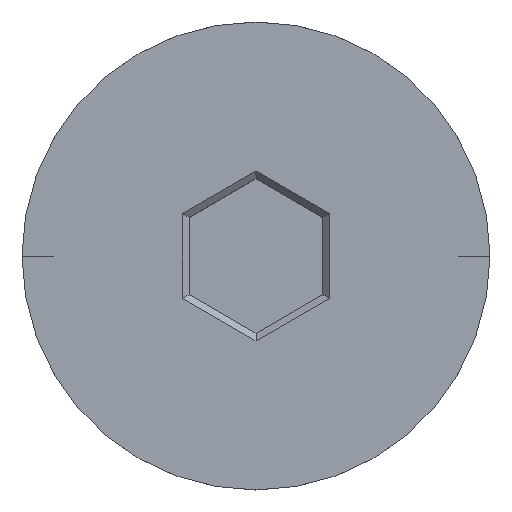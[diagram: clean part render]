
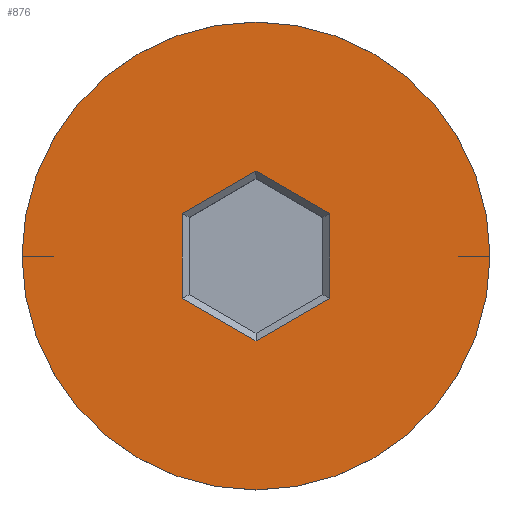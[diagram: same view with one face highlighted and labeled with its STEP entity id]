
A CAD part, top view. The second image highlights one B-rep face of the part: STEP entity #876.
In plain terms, the highlighted planar face has unit normal (0, 0, 1).
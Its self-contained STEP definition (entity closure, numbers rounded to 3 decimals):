
#15 = CARTESIAN_POINT ( 'NONE',  ( 0., 1.27, 0. ) ) ;
#28 = CARTESIAN_POINT ( 'NONE',  ( 0., 0., 0. ) ) ;
#58 = EDGE_CURVE ( 'NONE', #1327, #197, #236, .T. ) ;
#84 = EDGE_CURVE ( 'NONE', #298, #1369, #692, .T. ) ;
#94 = CIRCLE ( 'NONE', #1054, 3.5 ) ;
#99 = EDGE_CURVE ( 'NONE', #1369, #439, #433, .T. ) ;
#113 = VECTOR ( 'NONE', #1508, 1000. ) ;
#129 = EDGE_LOOP ( 'NONE', ( #150, #1206 ) ) ;
#150 = ORIENTED_EDGE ( 'NONE', *, *, #1204, .T. ) ;
#171 = DIRECTION ( 'NONE',  ( 1., 0., 0. ) ) ;
#175 = CARTESIAN_POINT ( 'NONE',  ( 0.05, -1.241, 0. ) ) ;
#176 = DIRECTION ( 'NONE',  ( 0., 0., 1. ) ) ;
#184 = ORIENTED_EDGE ( 'NONE', *, *, #739, .T. ) ;
#197 = VERTEX_POINT ( 'NONE', #970 ) ;
#236 = CIRCLE ( 'NONE', #392, 3.5 ) ;
#269 = CARTESIAN_POINT ( 'NONE',  ( -1.1, 0.635, 0. ) ) ;
#290 = DIRECTION ( 'NONE',  ( 1., 0., 0. ) ) ;
#298 = VERTEX_POINT ( 'NONE', #269 ) ;
#301 = PLANE ( 'NONE',  #1590 ) ;
#308 = DIRECTION ( 'NONE',  ( -0.866, -0.5, 0. ) ) ;
#350 = VECTOR ( 'NONE', #881, 1000. ) ;
#392 = AXIS2_PLACEMENT_3D ( 'NONE', #414, #176, #171 ) ;
#414 = CARTESIAN_POINT ( 'NONE',  ( 0., 0., 0. ) ) ;
#429 = ORIENTED_EDGE ( 'NONE', *, *, #794, .T. ) ;
#430 = CARTESIAN_POINT ( 'NONE',  ( 0., -1.27, 0. ) ) ;
#432 = DIRECTION ( 'NONE',  ( 0., 0., 1. ) ) ;
#433 = LINE ( 'NONE', #448, #1145 ) ;
#439 = VERTEX_POINT ( 'NONE', #1037 ) ;
#448 = CARTESIAN_POINT ( 'NONE',  ( 1.05, 0.664, 0. ) ) ;
#490 = EDGE_LOOP ( 'NONE', ( #579, #1008, #884, #184, #1200, #429 ) ) ;
#512 = CARTESIAN_POINT ( 'NONE',  ( -3.5, 0., 0. ) ) ;
#516 = LINE ( 'NONE', #1276, #1026 ) ;
#579 = ORIENTED_EDGE ( 'NONE', *, *, #1579, .T. ) ;
#655 = DIRECTION ( 'NONE',  ( 0.866, 0.5, 0. ) ) ;
#672 = CARTESIAN_POINT ( 'NONE',  ( -1.1, -0.635, 0. ) ) ;
#692 = LINE ( 'NONE', #1021, #1510 ) ;
#739 = EDGE_CURVE ( 'NONE', #439, #1511, #1150, .T. ) ;
#770 = LINE ( 'NONE', #911, #350 ) ;
#794 = EDGE_CURVE ( 'NONE', #1599, #1301, #770, .T. ) ;
#874 = CARTESIAN_POINT ( 'NONE',  ( 1.1, -0.577, 0. ) ) ;
#876 = ADVANCED_FACE ( 'NONE', ( #1426, #1040 ), #301, .T. ) ;
#881 = DIRECTION ( 'NONE',  ( -0.866, 0.5, 0. ) ) ;
#884 = ORIENTED_EDGE ( 'NONE', *, *, #99, .T. ) ;
#885 = EDGE_CURVE ( 'NONE', #1511, #1599, #1532, .T. ) ;
#911 = CARTESIAN_POINT ( 'NONE',  ( -1.05, -0.664, 0. ) ) ;
#917 = CARTESIAN_POINT ( 'NONE',  ( 0., 0., 0. ) ) ;
#943 = DIRECTION ( 'NONE',  ( 0.866, -0.5, 0. ) ) ;
#970 = CARTESIAN_POINT ( 'NONE',  ( 3.5, 0., 0. ) ) ;
#1008 = ORIENTED_EDGE ( 'NONE', *, *, #84, .T. ) ;
#1018 = CARTESIAN_POINT ( 'NONE',  ( 1.1, -0.635, 0. ) ) ;
#1021 = CARTESIAN_POINT ( 'NONE',  ( -0.05, 1.241, 0. ) ) ;
#1025 = DIRECTION ( 'NONE',  ( 1., 0., 0. ) ) ;
#1026 = VECTOR ( 'NONE', #1149, 1000. ) ;
#1037 = CARTESIAN_POINT ( 'NONE',  ( 1.1, 0.635, 0. ) ) ;
#1040 = FACE_OUTER_BOUND ( 'NONE', #129, .T. ) ;
#1054 = AXIS2_PLACEMENT_3D ( 'NONE', #28, #1140, #1025 ) ;
#1140 = DIRECTION ( 'NONE',  ( 0., 0., 1. ) ) ;
#1145 = VECTOR ( 'NONE', #943, 1000. ) ;
#1149 = DIRECTION ( 'NONE',  ( 0., 1., 0. ) ) ;
#1150 = LINE ( 'NONE', #874, #113 ) ;
#1200 = ORIENTED_EDGE ( 'NONE', *, *, #885, .T. ) ;
#1204 = EDGE_CURVE ( 'NONE', #197, #1327, #94, .T. ) ;
#1206 = ORIENTED_EDGE ( 'NONE', *, *, #58, .T. ) ;
#1276 = CARTESIAN_POINT ( 'NONE',  ( -1.1, 0.577, 0. ) ) ;
#1288 = VECTOR ( 'NONE', #308, 1000. ) ;
#1301 = VERTEX_POINT ( 'NONE', #672 ) ;
#1327 = VERTEX_POINT ( 'NONE', #512 ) ;
#1369 = VERTEX_POINT ( 'NONE', #15 ) ;
#1426 = FACE_BOUND ( 'NONE', #490, .T. ) ;
#1508 = DIRECTION ( 'NONE',  ( 0., -1., 0. ) ) ;
#1510 = VECTOR ( 'NONE', #655, 1000. ) ;
#1511 = VERTEX_POINT ( 'NONE', #1018 ) ;
#1532 = LINE ( 'NONE', #175, #1288 ) ;
#1579 = EDGE_CURVE ( 'NONE', #1301, #298, #516, .T. ) ;
#1590 = AXIS2_PLACEMENT_3D ( 'NONE', #917, #432, #290 ) ;
#1599 = VERTEX_POINT ( 'NONE', #430 ) ;
